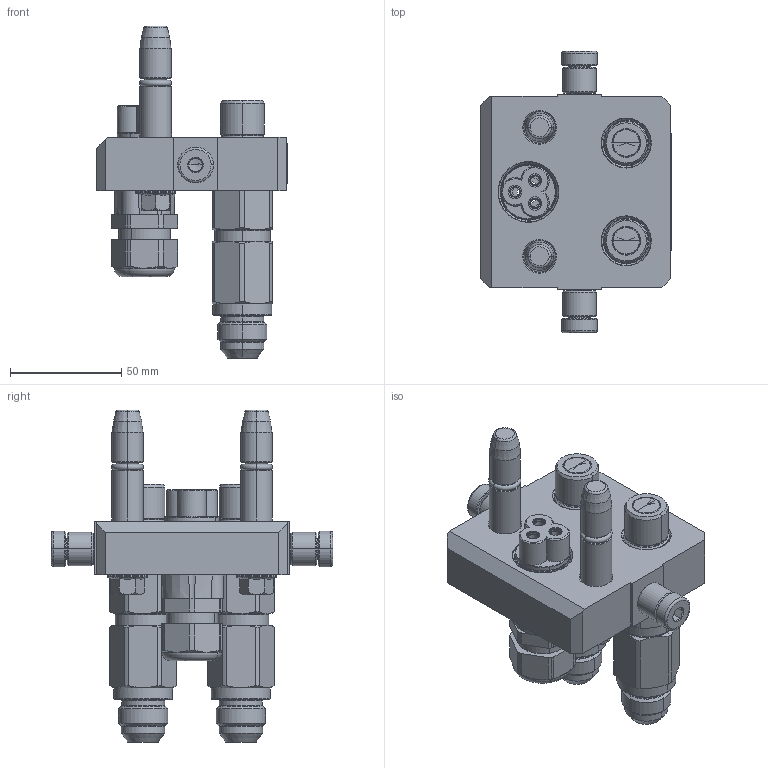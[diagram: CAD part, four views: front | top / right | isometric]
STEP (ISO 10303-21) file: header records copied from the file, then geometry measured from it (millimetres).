
FILE_DESCRIPTION (( 'STEP AP214' ), '1' );
FILE_NAME ('FASTER.step', '2022-04-19T07:33:56', ( '' ), ( '' ), 'SwSTEP 2.0', 'SolidWorks 2017', '' );
FILE_SCHEMA (( 'AUTOMOTIVE_DESIGN' ));
Length unit declared in the file: millimetre
Products named in the file (14): et002; 4830_044_0000_000; 4830_021_0000_000; 1540_080_0008_000; 3ffnp3813_58sm; corpospel08-3m; or2_62x9_19_m; 4820_010_0000_001; conn_3p_m; P306_M_BASE; 4830_013_3000_030; 4830_028_1000_011; FASTER
Assembly tree (21 placements, depth 3):
  FASTER
    P306_M_BASE
      4820_010_0000_001
      4830_021_0000_000  x2
      1540_080_0008_000  x2
      4830_013_3000_030  x2
      4830_028_1000_011  x2
      or2_62x9_19_m  x2
    conn_3p_m
      4830_044_0000_000  x3
      corpospel08-3m
    3ffnp3813_58sm  x2
      3ffnp3813_58sm
    et002
Bounding box: 85.8 x 126.6 x 149.3 mm (x, y, z)
Volume: 2873.9 mm3; surface area: 88857.5 mm2
Topology: 5 solids, 50 shells, 1969 faces, 5344 edges, 3502 vertices
Faces by surface type: plane 1169, cylinder 360, cone 285, torus 113, bspline 36, sphere 6
Entity records: 57608 total; most frequent: CARTESIAN_POINT 13801, ORIENTED_EDGE 8253, DIRECTION 7816, EDGE_CURVE 4266, VECTOR 3106, LINE 3106, VERTEX_POINT 2808, AXIS2_PLACEMENT_3D 2355
